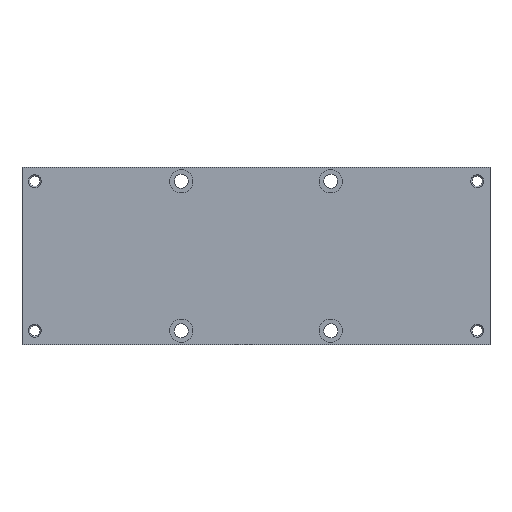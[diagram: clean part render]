
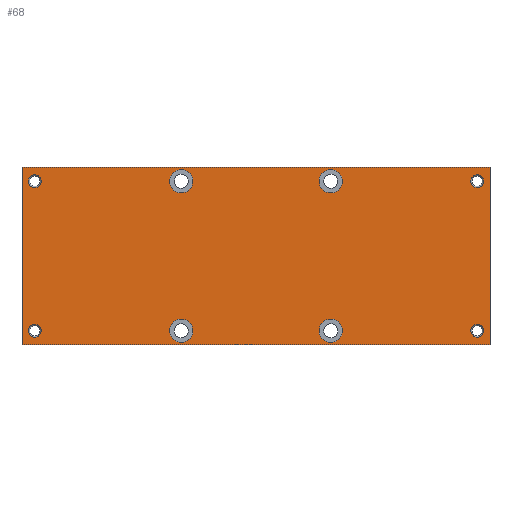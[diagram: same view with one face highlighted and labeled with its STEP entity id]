
A CAD part, top view. The second image highlights one B-rep face of the part: STEP entity #68.
In plain terms, the highlighted planar face has unit normal (0, 0, 1).
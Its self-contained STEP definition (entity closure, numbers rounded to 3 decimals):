
#68 = ADVANCED_FACE( '', ( #164, #165, #166, #167, #168, #169, #170, #171, #172 ), #173, .F. );
#164 = FACE_BOUND( '', #301, .T. );
#165 = FACE_BOUND( '', #302, .T. );
#166 = FACE_BOUND( '', #303, .T. );
#167 = FACE_BOUND( '', #304, .T. );
#168 = FACE_BOUND( '', #305, .T. );
#169 = FACE_BOUND( '', #306, .T. );
#170 = FACE_BOUND( '', #307, .T. );
#171 = FACE_BOUND( '', #308, .T. );
#172 = FACE_OUTER_BOUND( '', #309, .T. );
#173 = PLANE( '', #310 );
#301 = EDGE_LOOP( '', ( #455 ) );
#302 = EDGE_LOOP( '', ( #456 ) );
#303 = EDGE_LOOP( '', ( #457 ) );
#304 = EDGE_LOOP( '', ( #458 ) );
#305 = EDGE_LOOP( '', ( #459 ) );
#306 = EDGE_LOOP( '', ( #460 ) );
#307 = EDGE_LOOP( '', ( #461 ) );
#308 = EDGE_LOOP( '', ( #462 ) );
#309 = EDGE_LOOP( '', ( #463, #464, #465, #466 ) );
#310 = AXIS2_PLACEMENT_3D( '', #467, #468, #469 );
#455 = ORIENTED_EDGE( '', *, *, #638, .T. );
#456 = ORIENTED_EDGE( '', *, *, #639, .F. );
#457 = ORIENTED_EDGE( '', *, *, #640, .F. );
#458 = ORIENTED_EDGE( '', *, *, #641, .T. );
#459 = ORIENTED_EDGE( '', *, *, #642, .T. );
#460 = ORIENTED_EDGE( '', *, *, #643, .F. );
#461 = ORIENTED_EDGE( '', *, *, #612, .F. );
#462 = ORIENTED_EDGE( '', *, *, #644, .T. );
#463 = ORIENTED_EDGE( '', *, *, #635, .F. );
#464 = ORIENTED_EDGE( '', *, *, #645, .F. );
#465 = ORIENTED_EDGE( '', *, *, #617, .F. );
#466 = ORIENTED_EDGE( '', *, *, #646, .F. );
#467 = CARTESIAN_POINT( '', ( -109.5, 41.5, 9.5 ) );
#468 = DIRECTION( '', ( 0., 0., -1. ) );
#469 = DIRECTION( '', ( 0., 1., 0. ) );
#612 = EDGE_CURVE( '', #689, #689, #690, .T. );
#617 = EDGE_CURVE( '', #697, #699, #700, .T. );
#635 = EDGE_CURVE( '', #728, #730, #731, .T. );
#638 = EDGE_CURVE( '', #734, #734, #735, .T. );
#639 = EDGE_CURVE( '', #736, #736, #737, .T. );
#640 = EDGE_CURVE( '', #738, #738, #739, .T. );
#641 = EDGE_CURVE( '', #740, #740, #741, .T. );
#642 = EDGE_CURVE( '', #742, #742, #743, .T. );
#643 = EDGE_CURVE( '', #744, #744, #745, .T. );
#644 = EDGE_CURVE( '', #746, #746, #747, .T. );
#645 = EDGE_CURVE( '', #699, #728, #748, .T. );
#646 = EDGE_CURVE( '', #730, #697, #749, .T. );
#689 = VERTEX_POINT( '', #803 );
#690 = CIRCLE( '', #804, 3. );
#697 = VERTEX_POINT( '', #812 );
#699 = VERTEX_POINT( '', #815 );
#700 = LINE( '', #816, #817 );
#728 = VERTEX_POINT( '', #849 );
#730 = VERTEX_POINT( '', #852 );
#731 = LINE( '', #853, #854 );
#734 = VERTEX_POINT( '', #858 );
#735 = CIRCLE( '', #859, 5.5 );
#736 = VERTEX_POINT( '', #860 );
#737 = CIRCLE( '', #861, 5.5 );
#738 = VERTEX_POINT( '', #862 );
#739 = CIRCLE( '', #863, 5.5 );
#740 = VERTEX_POINT( '', #864 );
#741 = CIRCLE( '', #865, 5.5 );
#742 = VERTEX_POINT( '', #866 );
#743 = CIRCLE( '', #867, 3. );
#744 = VERTEX_POINT( '', #868 );
#745 = CIRCLE( '', #869, 3. );
#746 = VERTEX_POINT( '', #870 );
#747 = CIRCLE( '', #871, 3. );
#748 = LINE( '', #872, #873 );
#749 = LINE( '', #874, #875 );
#803 = CARTESIAN_POINT( '', ( -106.5, 35., 9.5 ) );
#804 = AXIS2_PLACEMENT_3D( '', #929, #930, #931 );
#812 = CARTESIAN_POINT( '', ( 109.5, 41.5, 9.5 ) );
#815 = CARTESIAN_POINT( '', ( 109.5, -41.5, 9.5 ) );
#816 = CARTESIAN_POINT( '', ( 109.5, 41.5, 9.5 ) );
#817 = VECTOR( '', #937, 1000. );
#849 = CARTESIAN_POINT( '', ( -109.5, -41.5, 9.5 ) );
#852 = CARTESIAN_POINT( '', ( -109.5, 41.5, 9.5 ) );
#853 = CARTESIAN_POINT( '', ( -109.5, -41.5, 9.5 ) );
#854 = VECTOR( '', #970, 1000. );
#858 = CARTESIAN_POINT( '', ( -40.5, -35., 9.5 ) );
#859 = AXIS2_PLACEMENT_3D( '', #972, #973, #974 );
#860 = CARTESIAN_POINT( '', ( 40.5, -35., 9.5 ) );
#861 = AXIS2_PLACEMENT_3D( '', #975, #976, #977 );
#862 = CARTESIAN_POINT( '', ( -40.5, 35., 9.5 ) );
#863 = AXIS2_PLACEMENT_3D( '', #978, #979, #980 );
#864 = CARTESIAN_POINT( '', ( 40.5, 35., 9.5 ) );
#865 = AXIS2_PLACEMENT_3D( '', #981, #982, #983 );
#866 = CARTESIAN_POINT( '', ( -106.5, -35., 9.5 ) );
#867 = AXIS2_PLACEMENT_3D( '', #984, #985, #986 );
#868 = CARTESIAN_POINT( '', ( 106.5, -35., 9.5 ) );
#869 = AXIS2_PLACEMENT_3D( '', #987, #988, #989 );
#870 = CARTESIAN_POINT( '', ( 106.5, 35., 9.5 ) );
#871 = AXIS2_PLACEMENT_3D( '', #990, #991, #992 );
#872 = CARTESIAN_POINT( '', ( 109.5, -41.5, 9.5 ) );
#873 = VECTOR( '', #993, 1000. );
#874 = CARTESIAN_POINT( '', ( -109.5, 41.5, 9.5 ) );
#875 = VECTOR( '', #994, 1000. );
#929 = CARTESIAN_POINT( '', ( -103.5, 35., 9.5 ) );
#930 = DIRECTION( '', ( 0., 0., 1. ) );
#931 = DIRECTION( '', ( -1., 0., 0. ) );
#937 = DIRECTION( '', ( 0., -1., 0. ) );
#970 = DIRECTION( '', ( 0., 1., 0. ) );
#972 = CARTESIAN_POINT( '', ( -35., -35., 9.5 ) );
#973 = DIRECTION( '', ( 0., 0., -1. ) );
#974 = DIRECTION( '', ( -1., 0., 0. ) );
#975 = CARTESIAN_POINT( '', ( 35., -35., 9.5 ) );
#976 = DIRECTION( '', ( 0., 0., 1. ) );
#977 = DIRECTION( '', ( 1., 0., 0. ) );
#978 = CARTESIAN_POINT( '', ( -35., 35., 9.5 ) );
#979 = DIRECTION( '', ( 0., 0., 1. ) );
#980 = DIRECTION( '', ( -1., 0., 0. ) );
#981 = CARTESIAN_POINT( '', ( 35., 35., 9.5 ) );
#982 = DIRECTION( '', ( 0., 0., -1. ) );
#983 = DIRECTION( '', ( 1., 0., 0. ) );
#984 = CARTESIAN_POINT( '', ( -103.5, -35., 9.5 ) );
#985 = DIRECTION( '', ( 0., 0., -1. ) );
#986 = DIRECTION( '', ( -1., 0., 0. ) );
#987 = CARTESIAN_POINT( '', ( 103.5, -35., 9.5 ) );
#988 = DIRECTION( '', ( 0., 0., 1. ) );
#989 = DIRECTION( '', ( 1., 0., 0. ) );
#990 = CARTESIAN_POINT( '', ( 103.5, 35., 9.5 ) );
#991 = DIRECTION( '', ( 0., 0., -1. ) );
#992 = DIRECTION( '', ( 1., 0., 0. ) );
#993 = DIRECTION( '', ( -1., 0., 0. ) );
#994 = DIRECTION( '', ( 1., 0., 0. ) );
